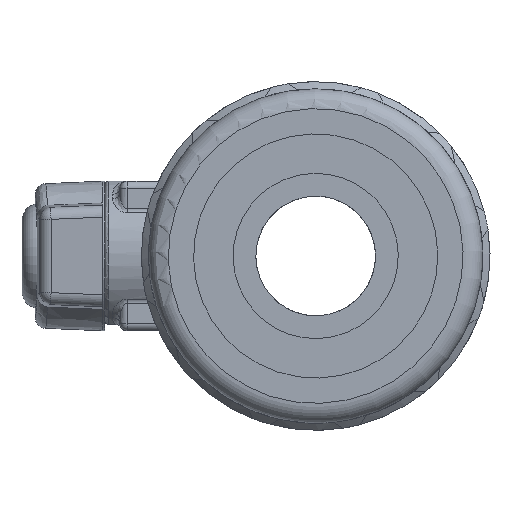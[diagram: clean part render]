
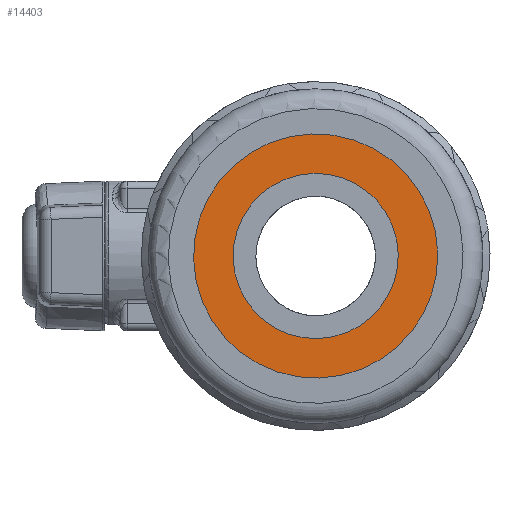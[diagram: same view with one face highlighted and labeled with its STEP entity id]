
A CAD part, left-side view. The second image highlights one B-rep face of the part: STEP entity #14403.
In plain terms, the highlighted face is planar.
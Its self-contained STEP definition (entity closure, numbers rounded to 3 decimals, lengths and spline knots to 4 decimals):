
#751=PLANE('',#15839);
#865=FACE_BOUND('',#3246,.T.);
#1379=CIRCLE('',#15546,1.02);
#1490=CIRCLE('',#15840,0.69);
#2320=FACE_OUTER_BOUND('',#3245,.T.);
#3245=EDGE_LOOP('',(#13189));
#3246=EDGE_LOOP('',(#13190));
#6550=VERTEX_POINT('',#25507);
#7027=VERTEX_POINT('',#44867);
#8361=EDGE_CURVE('',#6550,#6550,#1379,.T.);
#9095=EDGE_CURVE('',#7027,#7027,#1490,.T.);
#13189=ORIENTED_EDGE('',*,*,#8361,.T.);
#13190=ORIENTED_EDGE('',*,*,#9095,.F.);
#14403=ADVANCED_FACE('',(#2320,#865),#751,.T.);
#15546=AXIS2_PLACEMENT_3D('',#25508,#18200,#18201);
#15839=AXIS2_PLACEMENT_3D('',#44866,#19090,#19091);
#15840=AXIS2_PLACEMENT_3D('',#44868,#19092,#19093);
#18200=DIRECTION('center_axis',(1.,0.,0.));
#18201=DIRECTION('ref_axis',(0.,1.,0.));
#19090=DIRECTION('center_axis',(1.,0.,0.));
#19091=DIRECTION('ref_axis',(0.,0.,-1.));
#19092=DIRECTION('center_axis',(1.,0.,0.));
#19093=DIRECTION('ref_axis',(0.,1.,0.));
#25507=CARTESIAN_POINT('',(0.75,-1.02,0.));
#25508=CARTESIAN_POINT('Origin',(0.75,0.,0.));
#44866=CARTESIAN_POINT('Origin',(0.75,0.855,0.));
#44867=CARTESIAN_POINT('',(0.75,-0.69,0.));
#44868=CARTESIAN_POINT('Origin',(0.75,0.,0.));
